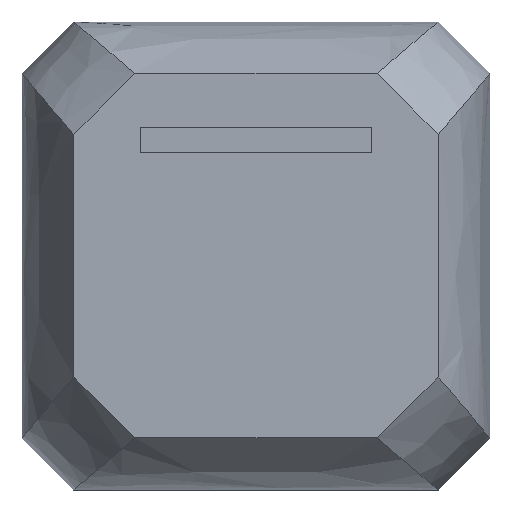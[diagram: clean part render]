
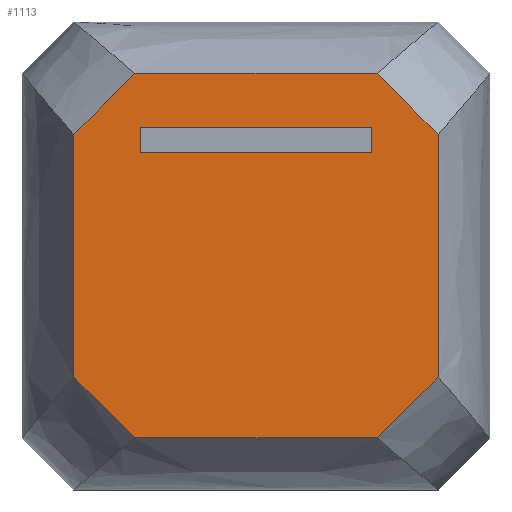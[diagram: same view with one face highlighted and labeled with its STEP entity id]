
A CAD part, top view. The second image highlights one B-rep face of the part: STEP entity #1113.
In plain terms, the highlighted planar face has unit normal (0, 0, 1).
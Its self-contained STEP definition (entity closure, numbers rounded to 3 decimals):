
#39=FACE_BOUND('',#149,.T.);
#42=B_SPLINE_CURVE_WITH_KNOTS('',3,(#1580,#1581,#1582,#1583,#1584,#1585),
 .UNSPECIFIED.,.F.,.F.,(4,2,4),(0.,0.167,0.335),
 .UNSPECIFIED.);
#47=B_SPLINE_CURVE_WITH_KNOTS('',3,(#1658,#1659,#1660,#1661,#1662,#1663),
 .UNSPECIFIED.,.F.,.F.,(4,2,4),(0.,0.167,0.335),
 .UNSPECIFIED.);
#50=B_SPLINE_CURVE_WITH_KNOTS('',3,(#1694,#1695,#1696,#1697,#1698,#1699),
 .UNSPECIFIED.,.F.,.F.,(4,2,4),(-1.502,-1.031,-0.559),
 .UNSPECIFIED.);
#51=B_SPLINE_CURVE_WITH_KNOTS('',3,(#1702,#1703,#1704,#1705,#1706,#1707),
 .UNSPECIFIED.,.F.,.F.,(4,2,4),(0.559,1.031,1.502),
 .UNSPECIFIED.);
#52=B_SPLINE_CURVE_WITH_KNOTS('',3,(#1709,#1710,#1711,#1712,#1713,#1714),
 .UNSPECIFIED.,.F.,.F.,(4,2,4),(0.,0.167,0.335),
 .UNSPECIFIED.);
#53=B_SPLINE_CURVE_WITH_KNOTS('',3,(#1716,#1717,#1718,#1719,#1720,#1721),
 .UNSPECIFIED.,.F.,.F.,(4,2,4),(-1.502,-1.031,-0.559),
 .UNSPECIFIED.);
#54=B_SPLINE_CURVE_WITH_KNOTS('',3,(#1723,#1724,#1725,#1726,#1727,#1728),
 .UNSPECIFIED.,.F.,.F.,(4,2,4),(0.,0.167,0.335),
 .UNSPECIFIED.);
#55=B_SPLINE_CURVE_WITH_KNOTS('',3,(#1729,#1730,#1731,#1732,#1733,#1734),
 .UNSPECIFIED.,.F.,.F.,(4,2,4),(-1.502,-1.031,-0.559),
 .UNSPECIFIED.);
#83=FACE_OUTER_BOUND('',#148,.T.);
#148=EDGE_LOOP('',(#786,#787,#788,#789,#790,#791,#792,#793));
#149=EDGE_LOOP('',(#794,#795,#796,#797));
#202=LINE('',#1527,#331);
#206=LINE('',#1535,#335);
#209=LINE('',#1541,#338);
#212=LINE('',#1546,#341);
#331=VECTOR('',#1255,10.);
#335=VECTOR('',#1261,10.);
#338=VECTOR('',#1266,10.);
#341=VECTOR('',#1271,10.);
#460=VERTEX_POINT('',#1525);
#461=VERTEX_POINT('',#1526);
#464=VERTEX_POINT('',#1534);
#466=VERTEX_POINT('',#1540);
#472=VERTEX_POINT('',#1578);
#473=VERTEX_POINT('',#1579);
#487=VERTEX_POINT('',#1656);
#488=VERTEX_POINT('',#1657);
#489=VERTEX_POINT('',#1701);
#490=VERTEX_POINT('',#1708);
#491=VERTEX_POINT('',#1715);
#492=VERTEX_POINT('',#1722);
#564=EDGE_CURVE('',#460,#461,#202,.T.);
#568=EDGE_CURVE('',#461,#464,#206,.T.);
#571=EDGE_CURVE('',#464,#466,#209,.T.);
#574=EDGE_CURVE('',#466,#460,#212,.T.);
#580=EDGE_CURVE('',#472,#473,#42,.T.);
#600=EDGE_CURVE('',#487,#488,#47,.T.);
#603=EDGE_CURVE('',#472,#488,#50,.T.);
#604=EDGE_CURVE('',#489,#487,#51,.T.);
#605=EDGE_CURVE('',#490,#489,#52,.T.);
#606=EDGE_CURVE('',#490,#491,#53,.T.);
#607=EDGE_CURVE('',#492,#491,#54,.T.);
#608=EDGE_CURVE('',#492,#473,#55,.T.);
#786=ORIENTED_EDGE('',*,*,#580,.F.);
#787=ORIENTED_EDGE('',*,*,#603,.T.);
#788=ORIENTED_EDGE('',*,*,#600,.F.);
#789=ORIENTED_EDGE('',*,*,#604,.F.);
#790=ORIENTED_EDGE('',*,*,#605,.F.);
#791=ORIENTED_EDGE('',*,*,#606,.T.);
#792=ORIENTED_EDGE('',*,*,#607,.F.);
#793=ORIENTED_EDGE('',*,*,#608,.T.);
#794=ORIENTED_EDGE('',*,*,#564,.T.);
#795=ORIENTED_EDGE('',*,*,#568,.T.);
#796=ORIENTED_EDGE('',*,*,#571,.T.);
#797=ORIENTED_EDGE('',*,*,#574,.T.);
#1060=PLANE('',#1189);
#1113=ADVANCED_FACE('',(#83,#39),#1060,.T.);
#1189=AXIS2_PLACEMENT_3D('',#1700,#1304,#1305);
#1255=DIRECTION('',(0.,-1.,0.));
#1261=DIRECTION('',(-1.,0.,0.));
#1266=DIRECTION('',(0.,1.,0.));
#1271=DIRECTION('',(1.,0.,0.));
#1304=DIRECTION('center_axis',(0.,0.,
1.));
#1305=DIRECTION('ref_axis',(1.,0.,0.));
#1525=CARTESIAN_POINT('',(16.5,-9.217,9.042));
#1526=CARTESIAN_POINT('',(16.5,-10.217,9.042));
#1527=CARTESIAN_POINT('',(16.5,-12.217,9.042));
#1534=CARTESIAN_POINT('',(7.5,-10.217,9.042));
#1535=CARTESIAN_POINT('',(9.75,-10.217,9.042));
#1540=CARTESIAN_POINT('',(7.5,-9.217,9.042));
#1541=CARTESIAN_POINT('',(7.5,-11.717,9.042));
#1546=CARTESIAN_POINT('',(14.25,-9.217,9.042));
#1578=CARTESIAN_POINT('',(7.282,-21.304,9.042));
#1579=CARTESIAN_POINT('',(4.913,-18.935,9.042));
#1580=CARTESIAN_POINT('Ctrl Pts',(7.282,-21.304,9.042));
#1581=CARTESIAN_POINT('Ctrl Pts',(6.887,-20.909,9.042));
#1582=CARTESIAN_POINT('Ctrl Pts',(6.492,-20.514,9.042));
#1583=CARTESIAN_POINT('Ctrl Pts',(5.703,-19.725,9.042));
#1584=CARTESIAN_POINT('Ctrl Pts',(5.308,-19.33,9.042));
#1585=CARTESIAN_POINT('Ctrl Pts',(4.913,-18.935,9.042));
#1656=CARTESIAN_POINT('',(19.087,-18.935,9.042));
#1657=CARTESIAN_POINT('',(16.718,-21.304,9.042));
#1658=CARTESIAN_POINT('Ctrl Pts',(19.087,-18.935,9.042));
#1659=CARTESIAN_POINT('Ctrl Pts',(18.692,-19.33,9.042));
#1660=CARTESIAN_POINT('Ctrl Pts',(18.297,-19.725,9.042));
#1661=CARTESIAN_POINT('Ctrl Pts',(17.508,-20.514,9.042));
#1662=CARTESIAN_POINT('Ctrl Pts',(17.113,-20.909,9.042));
#1663=CARTESIAN_POINT('Ctrl Pts',(16.718,-21.304,9.042));
#1694=CARTESIAN_POINT('Ctrl Pts',(7.282,-21.304,9.042));
#1695=CARTESIAN_POINT('Ctrl Pts',(8.855,-21.304,9.042));
#1696=CARTESIAN_POINT('Ctrl Pts',(10.427,-21.304,9.042));
#1697=CARTESIAN_POINT('Ctrl Pts',(13.573,-21.304,9.042));
#1698=CARTESIAN_POINT('Ctrl Pts',(15.145,-21.304,9.042));
#1699=CARTESIAN_POINT('Ctrl Pts',(16.718,-21.304,9.042));
#1700=CARTESIAN_POINT('Origin',(12.,-14.217,9.042));
#1701=CARTESIAN_POINT('',(19.087,-9.499,9.042));
#1702=CARTESIAN_POINT('Ctrl Pts',(19.087,-9.499,9.042));
#1703=CARTESIAN_POINT('Ctrl Pts',(19.087,-11.072,9.042));
#1704=CARTESIAN_POINT('Ctrl Pts',(19.087,-12.644,9.042));
#1705=CARTESIAN_POINT('Ctrl Pts',(19.087,-15.79,9.042));
#1706=CARTESIAN_POINT('Ctrl Pts',(19.087,-17.362,9.042));
#1707=CARTESIAN_POINT('Ctrl Pts',(19.087,-18.935,9.042));
#1708=CARTESIAN_POINT('',(16.718,-7.13,9.042));
#1709=CARTESIAN_POINT('Ctrl Pts',(16.718,-7.13,9.042));
#1710=CARTESIAN_POINT('Ctrl Pts',(17.113,-7.525,9.042));
#1711=CARTESIAN_POINT('Ctrl Pts',(17.508,-7.92,9.042));
#1712=CARTESIAN_POINT('Ctrl Pts',(18.297,-8.709,9.042));
#1713=CARTESIAN_POINT('Ctrl Pts',(18.692,-9.104,9.042));
#1714=CARTESIAN_POINT('Ctrl Pts',(19.087,-9.499,9.042));
#1715=CARTESIAN_POINT('',(7.282,-7.13,9.042));
#1716=CARTESIAN_POINT('Ctrl Pts',(16.718,-7.13,9.042));
#1717=CARTESIAN_POINT('Ctrl Pts',(15.145,-7.13,9.042));
#1718=CARTESIAN_POINT('Ctrl Pts',(13.573,-7.13,9.042));
#1719=CARTESIAN_POINT('Ctrl Pts',(10.427,-7.13,9.042));
#1720=CARTESIAN_POINT('Ctrl Pts',(8.855,-7.13,9.042));
#1721=CARTESIAN_POINT('Ctrl Pts',(7.282,-7.13,9.042));
#1722=CARTESIAN_POINT('',(4.913,-9.499,9.042));
#1723=CARTESIAN_POINT('Ctrl Pts',(4.913,-9.499,9.042));
#1724=CARTESIAN_POINT('Ctrl Pts',(5.308,-9.104,9.042));
#1725=CARTESIAN_POINT('Ctrl Pts',(5.703,-8.709,9.042));
#1726=CARTESIAN_POINT('Ctrl Pts',(6.492,-7.92,9.042));
#1727=CARTESIAN_POINT('Ctrl Pts',(6.887,-7.525,9.042));
#1728=CARTESIAN_POINT('Ctrl Pts',(7.282,-7.13,9.042));
#1729=CARTESIAN_POINT('Ctrl Pts',(4.913,-9.499,9.042));
#1730=CARTESIAN_POINT('Ctrl Pts',(4.913,-11.072,9.042));
#1731=CARTESIAN_POINT('Ctrl Pts',(4.913,-12.644,9.042));
#1732=CARTESIAN_POINT('Ctrl Pts',(4.913,-15.79,9.042));
#1733=CARTESIAN_POINT('Ctrl Pts',(4.913,-17.362,9.042));
#1734=CARTESIAN_POINT('Ctrl Pts',(4.913,-18.935,9.042));
